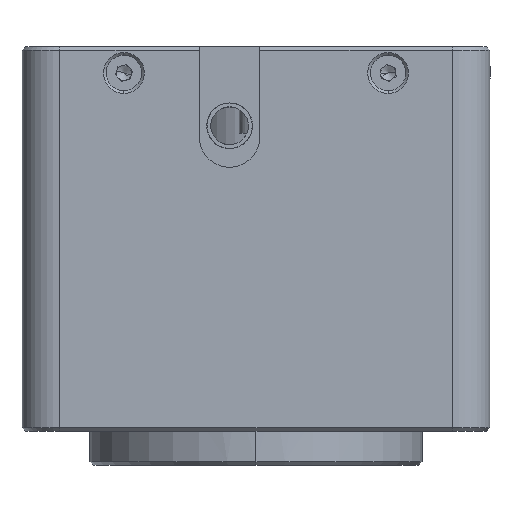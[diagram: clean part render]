
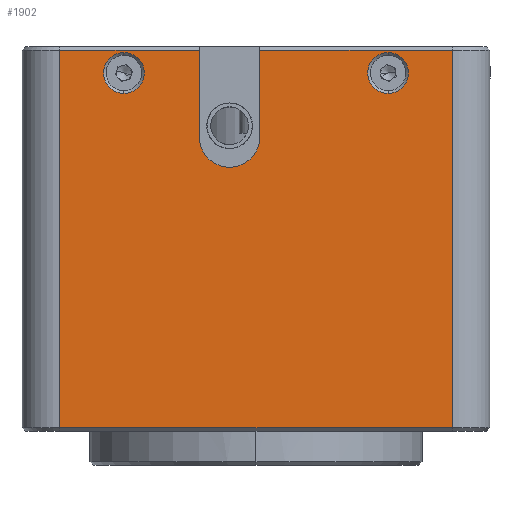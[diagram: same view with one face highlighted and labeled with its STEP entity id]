
A CAD part, left-side view. The second image highlights one B-rep face of the part: STEP entity #1902.
In plain terms, the highlighted planar face has unit normal (-1, 0, 0).
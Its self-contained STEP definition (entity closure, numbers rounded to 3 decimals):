
#51 = ORIENTED_EDGE ( 'NONE', *, *, #6936, .T. ) ;
#52 = CIRCLE ( 'NONE', #150, 2.7 ) ;
#124 = EDGE_CURVE ( 'NONE', #5262, #5682, #3465, .T. ) ;
#150 = AXIS2_PLACEMENT_3D ( 'NONE', #176, #7716, #1639 ) ;
#158 = VERTEX_POINT ( 'NONE', #3212 ) ;
#162 = EDGE_LOOP ( 'NONE', ( #6206, #4348 ) ) ;
#176 = CARTESIAN_POINT ( 'NONE',  ( -31., -17.5, 23. ) ) ;
#386 = VERTEX_POINT ( 'NONE', #1463 ) ;
#425 = DIRECTION ( 'NONE',  ( 0., -1., 0. ) ) ;
#433 = VERTEX_POINT ( 'NONE', #3784 ) ;
#448 = CARTESIAN_POINT ( 'NONE',  ( -31., 31., -24. ) ) ;
#482 = ORIENTED_EDGE ( 'NONE', *, *, #5385, .F. ) ;
#564 = VECTOR ( 'NONE', #5760, 1000. ) ;
#618 = DIRECTION ( 'NONE',  ( 1., 0., 0. ) ) ;
#627 = DIRECTION ( 'NONE',  ( 0., 0., -1. ) ) ;
#664 = VERTEX_POINT ( 'NONE', #6061 ) ;
#738 = LINE ( 'NONE', #6351, #564 ) ;
#765 = CARTESIAN_POINT ( 'NONE',  ( -31., 17.5, 20.3 ) ) ;
#924 = EDGE_CURVE ( 'NONE', #6965, #664, #738, .T. ) ;
#972 = CARTESIAN_POINT ( 'NONE',  ( -31., 26., 26. ) ) ;
#1044 = CIRCLE ( 'NONE', #4261, 2.7 ) ;
#1141 = VERTEX_POINT ( 'NONE', #7651 ) ;
#1229 = CARTESIAN_POINT ( 'NONE',  ( -31., 17.5, 23. ) ) ;
#1264 = VECTOR ( 'NONE', #425, 1000. ) ;
#1363 = CARTESIAN_POINT ( 'NONE',  ( -31., 7.5, 14.5 ) ) ;
#1463 = CARTESIAN_POINT ( 'NONE',  ( -31., 17.5, 25.7 ) ) ;
#1614 = LINE ( 'NONE', #6330, #4708 ) ;
#1639 = DIRECTION ( 'NONE',  ( 0., 1., 0. ) ) ;
#1653 = DIRECTION ( 'NONE',  ( 0., 1., 0. ) ) ;
#1679 = LINE ( 'NONE', #972, #4953 ) ;
#1686 = EDGE_CURVE ( 'NONE', #5262, #158, #1679, .T. ) ;
#1702 = ORIENTED_EDGE ( 'NONE', *, *, #5019, .T. ) ;
#1902 = ADVANCED_FACE ( 'NONE', ( #6171, #3316, #4765 ), #7173, .F. ) ;
#2039 = CARTESIAN_POINT ( 'NONE',  ( -31., -0.5, 14.5 ) ) ;
#2245 = DIRECTION ( 'NONE',  ( 0., 1., 0. ) ) ;
#2305 = EDGE_LOOP ( 'NONE', ( #6938, #7062 ) ) ;
#2369 = ORIENTED_EDGE ( 'NONE', *, *, #1686, .T. ) ;
#2520 = LINE ( 'NONE', #448, #1264 ) ;
#2542 = DIRECTION ( 'NONE',  ( 0., 0., -1. ) ) ;
#2629 = AXIS2_PLACEMENT_3D ( 'NONE', #5393, #4223, #2245 ) ;
#2631 = EDGE_LOOP ( 'NONE', ( #3811, #2369, #7047, #3671, #51, #1702, #7097, #482 ) ) ;
#2798 = CIRCLE ( 'NONE', #7089, 4. ) ;
#2893 = CARTESIAN_POINT ( 'NONE',  ( -31., -26., 26. ) ) ;
#3046 = AXIS2_PLACEMENT_3D ( 'NONE', #4360, #7339, #6719 ) ;
#3168 = VECTOR ( 'NONE', #627, 1000. ) ;
#3212 = CARTESIAN_POINT ( 'NONE',  ( -31., 26., 26. ) ) ;
#3316 = FACE_BOUND ( 'NONE', #2305, .T. ) ;
#3374 = CIRCLE ( 'NONE', #3046, 2.7 ) ;
#3465 = LINE ( 'NONE', #5555, #7029 ) ;
#3479 = CARTESIAN_POINT ( 'NONE',  ( -31., -26., -24. ) ) ;
#3578 = DIRECTION ( 'NONE',  ( 0., 1., 0. ) ) ;
#3589 = EDGE_CURVE ( 'NONE', #386, #5124, #6796, .T. ) ;
#3652 = DIRECTION ( 'NONE',  ( 0., -1., 0. ) ) ;
#3671 = ORIENTED_EDGE ( 'NONE', *, *, #3909, .T. ) ;
#3784 = CARTESIAN_POINT ( 'NONE',  ( -31., -17.5, 20.3 ) ) ;
#3811 = ORIENTED_EDGE ( 'NONE', *, *, #124, .F. ) ;
#3909 = EDGE_CURVE ( 'NONE', #4671, #7246, #2520, .T. ) ;
#4011 = EDGE_CURVE ( 'NONE', #1141, #433, #3374, .T. ) ;
#4052 = DIRECTION ( 'NONE',  ( 1., 0., 0. ) ) ;
#4147 = VECTOR ( 'NONE', #5743, 1000. ) ;
#4220 = EDGE_CURVE ( 'NONE', #433, #1141, #52, .T. ) ;
#4223 = DIRECTION ( 'NONE',  ( 1., 0., 0. ) ) ;
#4261 = AXIS2_PLACEMENT_3D ( 'NONE', #1229, #618, #4302 ) ;
#4302 = DIRECTION ( 'NONE',  ( 0., 1., 0. ) ) ;
#4314 = CARTESIAN_POINT ( 'NONE',  ( -31., 26., 26.5 ) ) ;
#4348 = ORIENTED_EDGE ( 'NONE', *, *, #5017, .T. ) ;
#4360 = CARTESIAN_POINT ( 'NONE',  ( -31., -17.5, 23. ) ) ;
#4618 = DIRECTION ( 'NONE',  ( -1., 0., 0. ) ) ;
#4663 = CARTESIAN_POINT ( 'NONE',  ( -31., 3.5, 14.5 ) ) ;
#4671 = VERTEX_POINT ( 'NONE', #5419 ) ;
#4708 = VECTOR ( 'NONE', #6410, 1000. ) ;
#4765 = FACE_OUTER_BOUND ( 'NONE', #2631, .T. ) ;
#4953 = VECTOR ( 'NONE', #1653, 1000. ) ;
#5010 = AXIS2_PLACEMENT_3D ( 'NONE', #6832, #4052, #3578 ) ;
#5017 = EDGE_CURVE ( 'NONE', #5124, #386, #1044, .T. ) ;
#5019 = EDGE_CURVE ( 'NONE', #7026, #664, #7347, .T. ) ;
#5124 = VERTEX_POINT ( 'NONE', #765 ) ;
#5262 = VERTEX_POINT ( 'NONE', #6046 ) ;
#5385 = EDGE_CURVE ( 'NONE', #5682, #6965, #2798, .T. ) ;
#5393 = CARTESIAN_POINT ( 'NONE',  ( -31., 17.5, 23. ) ) ;
#5419 = CARTESIAN_POINT ( 'NONE',  ( -31., 26., -24. ) ) ;
#5555 = CARTESIAN_POINT ( 'NONE',  ( -31., 7.5, 26.5 ) ) ;
#5682 = VERTEX_POINT ( 'NONE', #1363 ) ;
#5743 = DIRECTION ( 'NONE',  ( 0., 1., 0. ) ) ;
#5760 = DIRECTION ( 'NONE',  ( 0., 0., 1. ) ) ;
#6046 = CARTESIAN_POINT ( 'NONE',  ( -31., 7.5, 26. ) ) ;
#6061 = CARTESIAN_POINT ( 'NONE',  ( -31., -0.5, 26. ) ) ;
#6171 = FACE_BOUND ( 'NONE', #162, .T. ) ;
#6206 = ORIENTED_EDGE ( 'NONE', *, *, #3589, .T. ) ;
#6330 = CARTESIAN_POINT ( 'NONE',  ( -31., -26., 26.5 ) ) ;
#6351 = CARTESIAN_POINT ( 'NONE',  ( -31., -0.5, 14.5 ) ) ;
#6410 = DIRECTION ( 'NONE',  ( 0., 0., 1. ) ) ;
#6719 = DIRECTION ( 'NONE',  ( 0., 1., 0. ) ) ;
#6796 = CIRCLE ( 'NONE', #2629, 2.7 ) ;
#6802 = CARTESIAN_POINT ( 'NONE',  ( -31., -0.5, 26. ) ) ;
#6832 = CARTESIAN_POINT ( 'NONE',  ( -31., 31., 26.5 ) ) ;
#6936 = EDGE_CURVE ( 'NONE', #7246, #7026, #1614, .T. ) ;
#6938 = ORIENTED_EDGE ( 'NONE', *, *, #4011, .T. ) ;
#6965 = VERTEX_POINT ( 'NONE', #2039 ) ;
#7026 = VERTEX_POINT ( 'NONE', #2893 ) ;
#7029 = VECTOR ( 'NONE', #2542, 1000. ) ;
#7047 = ORIENTED_EDGE ( 'NONE', *, *, #7229, .T. ) ;
#7062 = ORIENTED_EDGE ( 'NONE', *, *, #4220, .T. ) ;
#7089 = AXIS2_PLACEMENT_3D ( 'NONE', #4663, #4618, #3652 ) ;
#7097 = ORIENTED_EDGE ( 'NONE', *, *, #924, .F. ) ;
#7173 = PLANE ( 'NONE',  #5010 ) ;
#7229 = EDGE_CURVE ( 'NONE', #158, #4671, #7433, .T. ) ;
#7246 = VERTEX_POINT ( 'NONE', #3479 ) ;
#7339 = DIRECTION ( 'NONE',  ( 1., 0., 0. ) ) ;
#7347 = LINE ( 'NONE', #6802, #4147 ) ;
#7433 = LINE ( 'NONE', #4314, #3168 ) ;
#7651 = CARTESIAN_POINT ( 'NONE',  ( -31., -17.5, 25.7 ) ) ;
#7716 = DIRECTION ( 'NONE',  ( 1., 0., 0. ) ) ;
